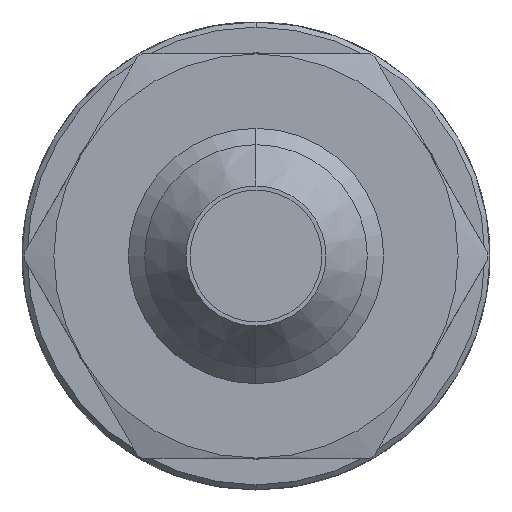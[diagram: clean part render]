
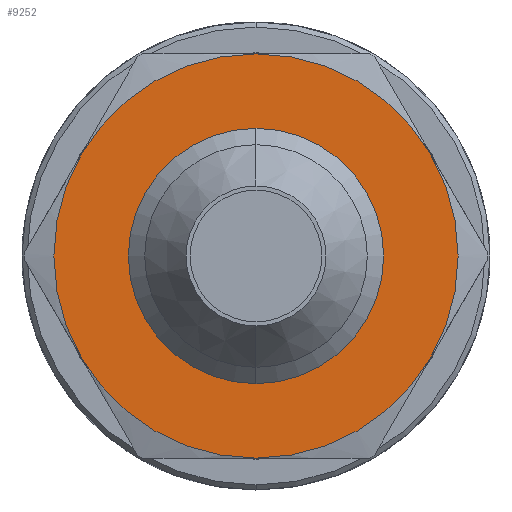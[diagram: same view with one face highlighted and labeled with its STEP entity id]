
A CAD part, left-side view. The second image highlights one B-rep face of the part: STEP entity #9252.
In plain terms, the highlighted planar face has unit normal (-1, 0, 0).
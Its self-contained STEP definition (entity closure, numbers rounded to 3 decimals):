
#245 = DIRECTION ( 'NONE',  ( -1., 0., 0. ) ) ;
#614 = VERTEX_POINT ( 'NONE', #1413 ) ;
#622 = VERTEX_POINT ( 'NONE', #7501 ) ;
#672 = PLANE ( 'NONE',  #7390 ) ;
#1413 = CARTESIAN_POINT ( 'NONE',  ( 38.567, 92.756, 9.169 ) ) ;
#1450 = DIRECTION ( 'NONE',  ( -1., 0., 0. ) ) ;
#1621 = CIRCLE ( 'NONE', #5421, 9.169 ) ;
#1801 = EDGE_CURVE ( 'NONE', #5105, #4829, #9704, .T. ) ;
#2158 = EDGE_LOOP ( 'NONE', ( #2726, #10998 ) ) ;
#2351 = CARTESIAN_POINT ( 'NONE',  ( 38.567, 0., 0. ) ) ;
#2354 = EDGE_CURVE ( 'NONE', #4829, #5105, #6406, .T. ) ;
#2726 = ORIENTED_EDGE ( 'NONE', *, *, #1801, .T. ) ;
#2851 = FACE_OUTER_BOUND ( 'NONE', #2158, .T. ) ;
#2855 = CARTESIAN_POINT ( 'NONE',  ( 38.567, 92.756, 0. ) ) ;
#3151 = CARTESIAN_POINT ( 'NONE',  ( 38.567, 92.756, 0. ) ) ;
#3964 = DIRECTION ( 'NONE',  ( 0., 0., 1. ) ) ;
#4277 = EDGE_LOOP ( 'NONE', ( #11002, #5157 ) ) ;
#4410 = DIRECTION ( 'NONE',  ( 0., 0., 1. ) ) ;
#4829 = VERTEX_POINT ( 'NONE', #7941 ) ;
#4972 = DIRECTION ( 'NONE',  ( -1., 0., 0. ) ) ;
#5105 = VERTEX_POINT ( 'NONE', #10093 ) ;
#5157 = ORIENTED_EDGE ( 'NONE', *, *, #10079, .F. ) ;
#5328 = DIRECTION ( 'NONE',  ( -1., 0., 0. ) ) ;
#5421 = AXIS2_PLACEMENT_3D ( 'NONE', #2855, #5328, #4410 ) ;
#5681 = AXIS2_PLACEMENT_3D ( 'NONE', #6357, #245, #7246 ) ;
#6357 = CARTESIAN_POINT ( 'NONE',  ( 38.567, 92.756, 0. ) ) ;
#6406 = CIRCLE ( 'NONE', #6845, 15.081 ) ;
#6845 = AXIS2_PLACEMENT_3D ( 'NONE', #3151, #1450, #3964 ) ;
#7246 = DIRECTION ( 'NONE',  ( 0., 0., 1. ) ) ;
#7345 = FACE_BOUND ( 'NONE', #4277, .T. ) ;
#7390 = AXIS2_PLACEMENT_3D ( 'NONE', #2351, #4972, #10937 ) ;
#7501 = CARTESIAN_POINT ( 'NONE',  ( 38.567, 92.756, -9.169 ) ) ;
#7879 = EDGE_CURVE ( 'NONE', #614, #622, #9277, .T. ) ;
#7941 = CARTESIAN_POINT ( 'NONE',  ( 38.567, 92.756, 15.081 ) ) ;
#8759 = DIRECTION ( 'NONE',  ( 0., 0., 1. ) ) ;
#9252 = ADVANCED_FACE ( 'NONE', ( #2851, #7345 ), #672, .T. ) ;
#9277 = CIRCLE ( 'NONE', #10178, 9.169 ) ;
#9567 = DIRECTION ( 'NONE',  ( -1., 0., 0. ) ) ;
#9704 = CIRCLE ( 'NONE', #5681, 15.081 ) ;
#10079 = EDGE_CURVE ( 'NONE', #622, #614, #1621, .T. ) ;
#10093 = CARTESIAN_POINT ( 'NONE',  ( 38.567, 92.756, -15.081 ) ) ;
#10178 = AXIS2_PLACEMENT_3D ( 'NONE', #10480, #9567, #8759 ) ;
#10480 = CARTESIAN_POINT ( 'NONE',  ( 38.567, 92.756, 0. ) ) ;
#10937 = DIRECTION ( 'NONE',  ( 0., 0., 1. ) ) ;
#10998 = ORIENTED_EDGE ( 'NONE', *, *, #2354, .T. ) ;
#11002 = ORIENTED_EDGE ( 'NONE', *, *, #7879, .F. ) ;
